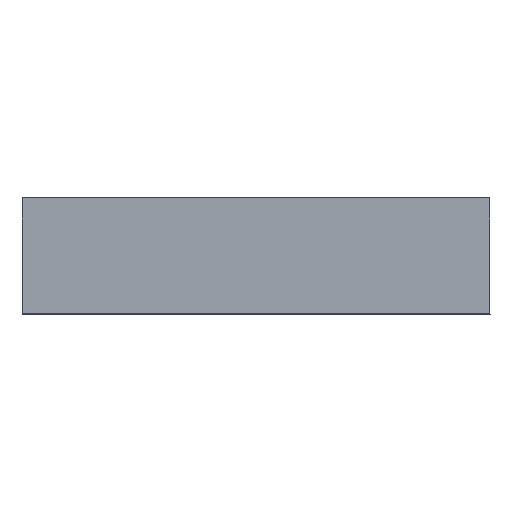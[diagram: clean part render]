
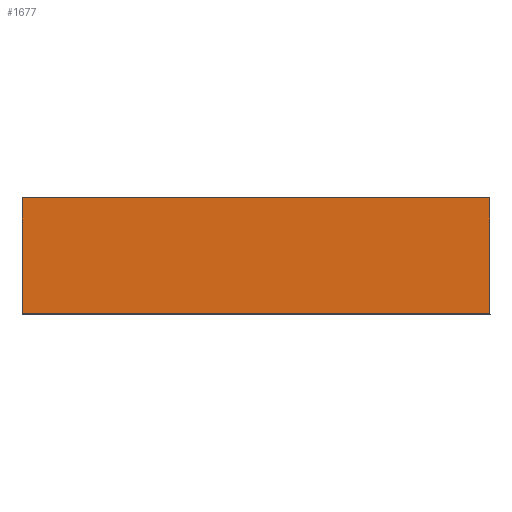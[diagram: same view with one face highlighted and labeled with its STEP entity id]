
A CAD part, top view. The second image highlights one B-rep face of the part: STEP entity #1677.
In plain terms, the highlighted face is planar.
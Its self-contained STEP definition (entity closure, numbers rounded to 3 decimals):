
#4 = ORIENTED_EDGE ( 'NONE', *, *, #3021, .F. ) ;
#49 = VECTOR ( 'NONE', #114, 1000. ) ;
#114 = DIRECTION ( 'NONE',  ( 0., -1., 0. ) ) ;
#337 = CARTESIAN_POINT ( 'NONE',  ( 2000., -492.5, -3. ) ) ;
#422 = DIRECTION ( 'NONE',  ( -1., 0., 0. ) ) ;
#439 = CARTESIAN_POINT ( 'NONE',  ( 2000., -498.5, -3. ) ) ;
#474 = CARTESIAN_POINT ( 'NONE',  ( -2000., 498.5, -3. ) ) ;
#681 = EDGE_CURVE ( 'NONE', #946, #4159, #1565, .T. ) ;
#766 = CARTESIAN_POINT ( 'NONE',  ( 2000., 498.5, -3. ) ) ;
#901 = EDGE_CURVE ( 'NONE', #4159, #1014, #3741, .T. ) ;
#940 = CARTESIAN_POINT ( 'NONE',  ( -2000., -498.5, -3. ) ) ;
#946 = VERTEX_POINT ( 'NONE', #4270 ) ;
#1014 = VERTEX_POINT ( 'NONE', #766 ) ;
#1179 = LINE ( 'NONE', #474, #4431 ) ;
#1477 = ORIENTED_EDGE ( 'NONE', *, *, #901, .F. ) ;
#1479 = PLANE ( 'NONE',  #2023 ) ;
#1565 = LINE ( 'NONE', #3084, #3208 ) ;
#1677 = ADVANCED_FACE ( 'NONE', ( #4466 ), #1479, .T. ) ;
#1894 = CARTESIAN_POINT ( 'NONE',  ( 0., 0., -3. ) ) ;
#1907 = DIRECTION ( 'NONE',  ( 0., 1., 0. ) ) ;
#2023 = AXIS2_PLACEMENT_3D ( 'NONE', #1894, #4429, #422 ) ;
#2750 = VECTOR ( 'NONE', #1907, 1000. ) ;
#3001 = DIRECTION ( 'NONE',  ( -1., 0., 0. ) ) ;
#3015 = VERTEX_POINT ( 'NONE', #3777 ) ;
#3021 = EDGE_CURVE ( 'NONE', #1014, #3015, #1179, .T. ) ;
#3084 = CARTESIAN_POINT ( 'NONE',  ( -2000., -492.5, -3. ) ) ;
#3172 = ORIENTED_EDGE ( 'NONE', *, *, #3174, .F. ) ;
#3174 = EDGE_CURVE ( 'NONE', #3015, #946, #3433, .T. ) ;
#3208 = VECTOR ( 'NONE', #4509, 1000. ) ;
#3214 = EDGE_LOOP ( 'NONE', ( #1477, #3551, #3172, #4 ) ) ;
#3433 = LINE ( 'NONE', #940, #49 ) ;
#3551 = ORIENTED_EDGE ( 'NONE', *, *, #681, .F. ) ;
#3741 = LINE ( 'NONE', #439, #2750 ) ;
#3777 = CARTESIAN_POINT ( 'NONE',  ( -2000., 498.5, -3. ) ) ;
#4159 = VERTEX_POINT ( 'NONE', #337 ) ;
#4270 = CARTESIAN_POINT ( 'NONE',  ( -2000., -492.5, -3. ) ) ;
#4429 = DIRECTION ( 'NONE',  ( 0., 0., -1. ) ) ;
#4431 = VECTOR ( 'NONE', #3001, 1000. ) ;
#4466 = FACE_OUTER_BOUND ( 'NONE', #3214, .T. ) ;
#4509 = DIRECTION ( 'NONE',  ( 1., 0., 0. ) ) ;
